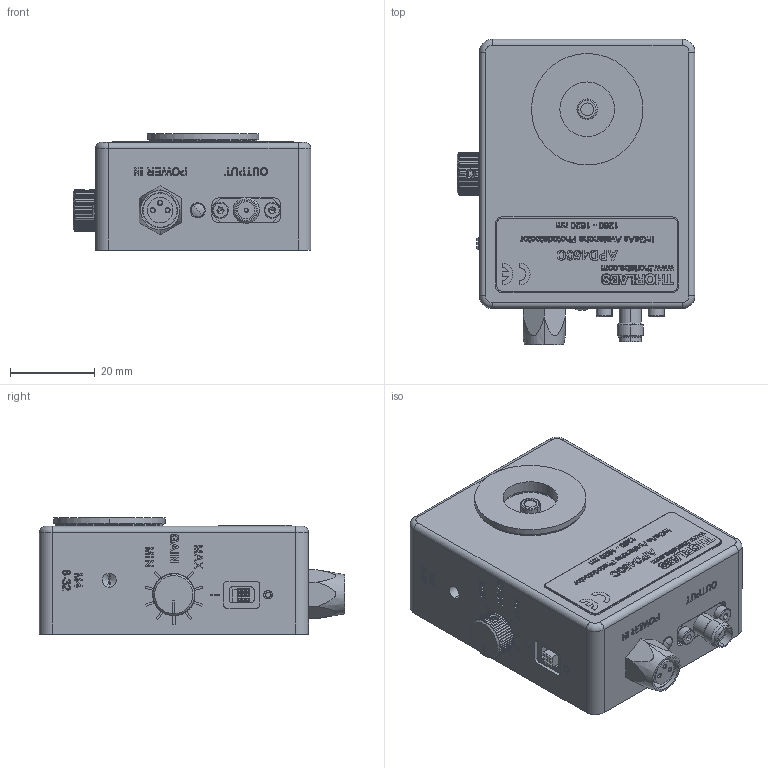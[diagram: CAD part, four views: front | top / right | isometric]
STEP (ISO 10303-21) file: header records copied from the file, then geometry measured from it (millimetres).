
FILE_DESCRIPTION (( 'STEP AP203' ), '1' );
FILE_NAME ('19.07.02_APD450-Series_Web_Drawing.STEP', '2019-07-02T10:56:21', ( '' ), ( '' ), 'SwSTEP 2.0', 'SolidWorks 2018', '' );
FILE_SCHEMA (( 'CONFIG_CONTROL_DESIGN' ));
Products named in the file (1): 19.07.02_APD450-Series_Web_Drawing
Bounding box: 56.08 x 72 x 27.4 mm (x, y, z)
Surface area: 30917.1 mm2 (no closed solid volume)
Topology: 0 solids, 26 shells, 5673 faces, 15048 edges, 9910 vertices
Faces by surface type: plane 3111, bspline 1832, cylinder 570, cone 126, torus 32, sphere 2
Entity records: 258193 total; most frequent: CARTESIAN_POINT 129279, ORIENTED_EDGE 30008, DIRECTION 20015, EDGE_CURVE 15004, VECTOR 10005, LINE 10005, VERTEX_POINT 9910, EDGE_LOOP 6264
